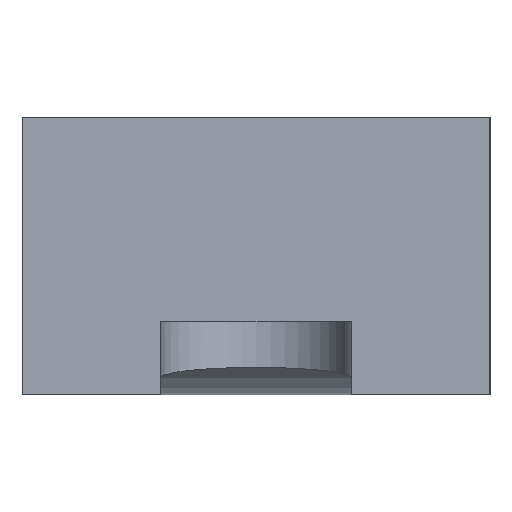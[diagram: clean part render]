
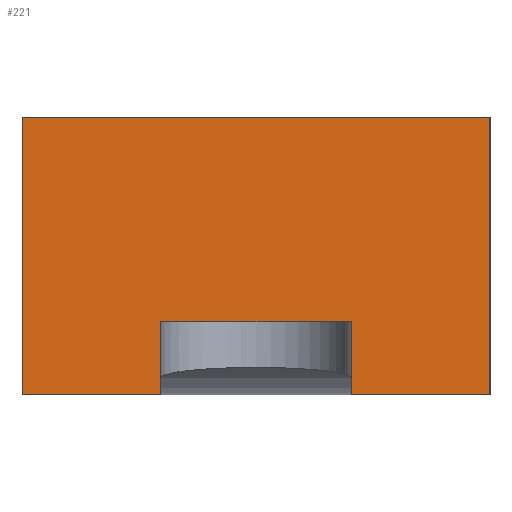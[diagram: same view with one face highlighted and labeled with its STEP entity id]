
A CAD part, left-side view. The second image highlights one B-rep face of the part: STEP entity #221.
In plain terms, the highlighted planar face has unit normal (-1, 0, 0).
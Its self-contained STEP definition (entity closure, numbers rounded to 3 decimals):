
#5 = PLANE ( 'NONE',  #226 ) ;
#25 = VECTOR ( 'NONE', #159, 1000. ) ;
#28 = CARTESIAN_POINT ( 'NONE',  ( -80., 16., 0. ) ) ;
#42 = VERTEX_POINT ( 'NONE', #631 ) ;
#46 = ORIENTED_EDGE ( 'NONE', *, *, #410, .T. ) ;
#50 = CARTESIAN_POINT ( 'NONE',  ( -80., -16., 0. ) ) ;
#53 = EDGE_CURVE ( 'NONE', #575, #246, #423, .T. ) ;
#97 = DIRECTION ( 'NONE',  ( 0., 0., -1. ) ) ;
#98 = EDGE_CURVE ( 'NONE', #329, #356, #102, .T. ) ;
#102 = LINE ( 'NONE', #560, #392 ) ;
#114 = CARTESIAN_POINT ( 'NONE',  ( -80., -6.5, 19. ) ) ;
#116 = FACE_OUTER_BOUND ( 'NONE', #194, .T. ) ;
#128 = CARTESIAN_POINT ( 'NONE',  ( -80., 16., 19. ) ) ;
#135 = ORIENTED_EDGE ( 'NONE', *, *, #368, .F. ) ;
#143 = ORIENTED_EDGE ( 'NONE', *, *, #472, .T. ) ;
#153 = VERTEX_POINT ( 'NONE', #583 ) ;
#159 = DIRECTION ( 'NONE',  ( 0., 0., 1. ) ) ;
#184 = EDGE_CURVE ( 'NONE', #356, #298, #579, .T. ) ;
#188 = ORIENTED_EDGE ( 'NONE', *, *, #98, .T. ) ;
#190 = ORIENTED_EDGE ( 'NONE', *, *, #184, .T. ) ;
#192 = VECTOR ( 'NONE', #586, 1000. ) ;
#194 = EDGE_LOOP ( 'NONE', ( #190, #143, #46, #488, #409, #135, #508, #188 ) ) ;
#216 = LINE ( 'NONE', #371, #675 ) ;
#219 = CARTESIAN_POINT ( 'NONE',  ( -80., -6.5, 0. ) ) ;
#221 = ADVANCED_FACE ( 'NONE', ( #116 ), #5, .T. ) ;
#226 = AXIS2_PLACEMENT_3D ( 'NONE', #437, #636, #331 ) ;
#230 = DIRECTION ( 'NONE',  ( 0., 0., -1. ) ) ;
#246 = VERTEX_POINT ( 'NONE', #649 ) ;
#264 = VECTOR ( 'NONE', #411, 1000. ) ;
#284 = CARTESIAN_POINT ( 'NONE',  ( -80., 16., 5. ) ) ;
#298 = VERTEX_POINT ( 'NONE', #499 ) ;
#316 = VECTOR ( 'NONE', #531, 1000. ) ;
#317 = VECTOR ( 'NONE', #537, 1000. ) ;
#329 = VERTEX_POINT ( 'NONE', #519 ) ;
#331 = DIRECTION ( 'NONE',  ( 0., 0., 1. ) ) ;
#340 = LINE ( 'NONE', #284, #474 ) ;
#344 = LINE ( 'NONE', #600, #264 ) ;
#356 = VERTEX_POINT ( 'NONE', #612 ) ;
#363 = VERTEX_POINT ( 'NONE', #50 ) ;
#368 = EDGE_CURVE ( 'NONE', #153, #363, #216, .T. ) ;
#371 = CARTESIAN_POINT ( 'NONE',  ( -80., -16., 19. ) ) ;
#376 = LINE ( 'NONE', #128, #316 ) ;
#392 = VECTOR ( 'NONE', #97, 1000. ) ;
#397 = EDGE_CURVE ( 'NONE', #329, #153, #376, .T. ) ;
#409 = ORIENTED_EDGE ( 'NONE', *, *, #514, .T. ) ;
#410 = EDGE_CURVE ( 'NONE', #42, #246, #340, .T. ) ;
#411 = DIRECTION ( 'NONE',  ( 0., 0., 1. ) ) ;
#423 = LINE ( 'NONE', #114, #25 ) ;
#437 = CARTESIAN_POINT ( 'NONE',  ( -80., 16., 19. ) ) ;
#439 = CARTESIAN_POINT ( 'NONE',  ( -80., 16., 0. ) ) ;
#455 = LINE ( 'NONE', #28, #317 ) ;
#472 = EDGE_CURVE ( 'NONE', #298, #42, #344, .T. ) ;
#474 = VECTOR ( 'NONE', #581, 1000. ) ;
#488 = ORIENTED_EDGE ( 'NONE', *, *, #53, .F. ) ;
#499 = CARTESIAN_POINT ( 'NONE',  ( -80., 6.5, 0. ) ) ;
#508 = ORIENTED_EDGE ( 'NONE', *, *, #397, .F. ) ;
#514 = EDGE_CURVE ( 'NONE', #575, #363, #455, .T. ) ;
#519 = CARTESIAN_POINT ( 'NONE',  ( -80., 16., 19. ) ) ;
#531 = DIRECTION ( 'NONE',  ( 0., -1., 0. ) ) ;
#537 = DIRECTION ( 'NONE',  ( 0., -1., 0. ) ) ;
#560 = CARTESIAN_POINT ( 'NONE',  ( -80., 16., 19. ) ) ;
#575 = VERTEX_POINT ( 'NONE', #219 ) ;
#579 = LINE ( 'NONE', #439, #192 ) ;
#581 = DIRECTION ( 'NONE',  ( 0., -1., 0. ) ) ;
#583 = CARTESIAN_POINT ( 'NONE',  ( -80., -16., 19. ) ) ;
#586 = DIRECTION ( 'NONE',  ( 0., -1., 0. ) ) ;
#600 = CARTESIAN_POINT ( 'NONE',  ( -80., 6.5, 19. ) ) ;
#612 = CARTESIAN_POINT ( 'NONE',  ( -80., 16., 0. ) ) ;
#631 = CARTESIAN_POINT ( 'NONE',  ( -80., 6.5, 5. ) ) ;
#636 = DIRECTION ( 'NONE',  ( -1., 0., 0. ) ) ;
#649 = CARTESIAN_POINT ( 'NONE',  ( -80., -6.5, 5. ) ) ;
#675 = VECTOR ( 'NONE', #230, 1000. ) ;
